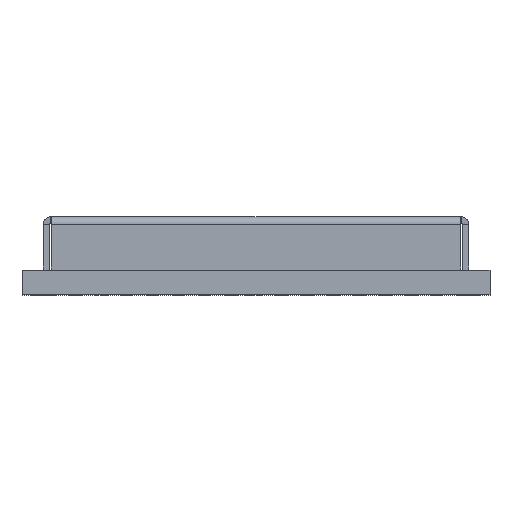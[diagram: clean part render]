
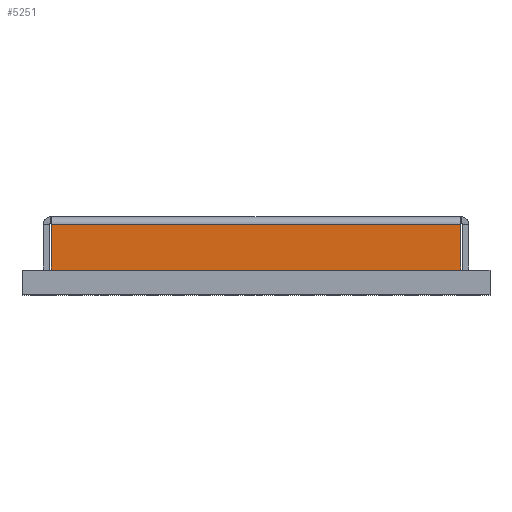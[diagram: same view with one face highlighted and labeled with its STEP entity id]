
A CAD part, top view. The second image highlights one B-rep face of the part: STEP entity #5251.
In plain terms, the highlighted planar face has unit normal (0, 0, 1).
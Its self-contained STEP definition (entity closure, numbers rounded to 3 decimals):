
#236 = DIRECTION ( 'NONE',  ( 0., 1., 0. ) ) ;
#2107 = ORIENTED_EDGE ( 'NONE', *, *, #12230, .T. ) ;
#2565 = CARTESIAN_POINT ( 'NONE',  ( -6.729, 2.3, 9.75 ) ) ;
#3001 = DIRECTION ( 'NONE',  ( 0., 1., 0. ) ) ;
#3004 = VERTEX_POINT ( 'NONE', #21482 ) ;
#4020 = CARTESIAN_POINT ( 'NONE',  ( 0., 0., 9.75 ) ) ;
#4315 = PLANE ( 'NONE',  #5651 ) ;
#4727 = CARTESIAN_POINT ( 'NONE',  ( -7., 0.8, 9.75 ) ) ;
#5251 = ADVANCED_FACE ( 'NONE', ( #17188 ), #4315, .T. ) ;
#5651 = AXIS2_PLACEMENT_3D ( 'NONE', #4020, #23954, #8036 ) ;
#6485 = ORIENTED_EDGE ( 'NONE', *, *, #21500, .F. ) ;
#6862 = LINE ( 'NONE', #4727, #16860 ) ;
#6876 = VECTOR ( 'NONE', #236, 1000. ) ;
#7176 = CARTESIAN_POINT ( 'NONE',  ( 6.729, 0.8, 9.75 ) ) ;
#7219 = CARTESIAN_POINT ( 'NONE',  ( -6.729, 2.35, 9.75 ) ) ;
#8036 = DIRECTION ( 'NONE',  ( 0., -1., 0. ) ) ;
#8616 = VECTOR ( 'NONE', #27008, 1000. ) ;
#9505 = LINE ( 'NONE', #7219, #6876 ) ;
#9522 = LINE ( 'NONE', #18263, #8616 ) ;
#11430 = EDGE_LOOP ( 'NONE', ( #6485, #13093, #2107, #21796 ) ) ;
#12230 = EDGE_CURVE ( 'NONE', #26159, #3004, #27080, .T. ) ;
#13093 = ORIENTED_EDGE ( 'NONE', *, *, #26437, .F. ) ;
#13514 = VECTOR ( 'NONE', #3001, 1000. ) ;
#16860 = VECTOR ( 'NONE', #28082, 1000. ) ;
#17188 = FACE_OUTER_BOUND ( 'NONE', #11430, .T. ) ;
#17317 = CARTESIAN_POINT ( 'NONE',  ( -6.729, 0.8, 9.75 ) ) ;
#17874 = VERTEX_POINT ( 'NONE', #17317 ) ;
#18189 = CARTESIAN_POINT ( 'NONE',  ( 6.729, 0., 9.75 ) ) ;
#18263 = CARTESIAN_POINT ( 'NONE',  ( 0., 2.3, 9.75 ) ) ;
#21482 = CARTESIAN_POINT ( 'NONE',  ( 6.729, 2.3, 9.75 ) ) ;
#21500 = EDGE_CURVE ( 'NONE', #17874, #22251, #9505, .T. ) ;
#21796 = ORIENTED_EDGE ( 'NONE', *, *, #24262, .T. ) ;
#22251 = VERTEX_POINT ( 'NONE', #2565 ) ;
#23954 = DIRECTION ( 'NONE',  ( 0., 0., 1. ) ) ;
#24262 = EDGE_CURVE ( 'NONE', #3004, #22251, #9522, .T. ) ;
#26159 = VERTEX_POINT ( 'NONE', #7176 ) ;
#26437 = EDGE_CURVE ( 'NONE', #26159, #17874, #6862, .T. ) ;
#27008 = DIRECTION ( 'NONE',  ( -1., 0., 0. ) ) ;
#27080 = LINE ( 'NONE', #18189, #13514 ) ;
#28082 = DIRECTION ( 'NONE',  ( -1., 0., 0. ) ) ;
